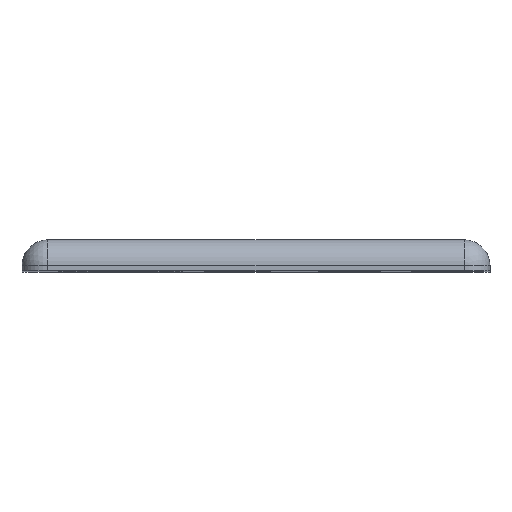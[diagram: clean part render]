
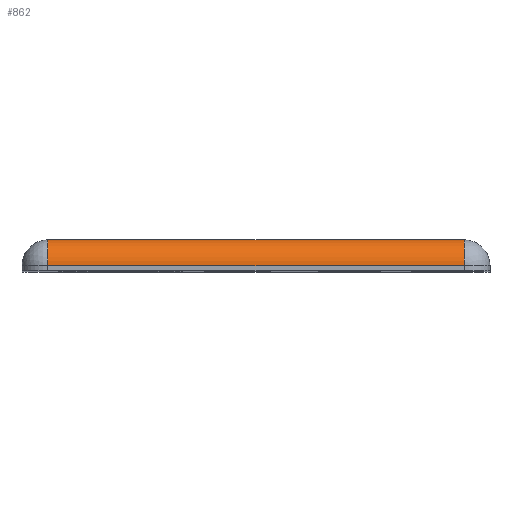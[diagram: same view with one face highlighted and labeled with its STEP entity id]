
A CAD part, top view. The second image highlights one B-rep face of the part: STEP entity #862.
In plain terms, the highlighted cylindrical face has radius 2.5 mm (diameter 5 mm), a partial arc.
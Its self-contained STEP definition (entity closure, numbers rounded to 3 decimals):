
#92=FACE_OUTER_BOUND('',#145,.T.);
#145=EDGE_LOOP('',(#718,#719,#720,#721));
#249=LINE('',#1363,#345);
#251=LINE('',#1373,#347);
#345=VECTOR('',#1102,10.);
#347=VECTOR('',#1112,10.);
#371=CIRCLE('',#928,2.5);
#372=CIRCLE('',#929,2.5);
#443=VERTEX_POINT('',#1360);
#444=VERTEX_POINT('',#1362);
#447=VERTEX_POINT('',#1370);
#448=VERTEX_POINT('',#1372);
#545=EDGE_CURVE('',#444,#443,#249,.T.);
#549=EDGE_CURVE('',#443,#447,#371,.T.);
#550=EDGE_CURVE('',#447,#448,#251,.T.);
#551=EDGE_CURVE('',#448,#444,#372,.T.);
#718=ORIENTED_EDGE('',*,*,#549,.T.);
#719=ORIENTED_EDGE('',*,*,#550,.T.);
#720=ORIENTED_EDGE('',*,*,#551,.T.);
#721=ORIENTED_EDGE('',*,*,#545,.T.);
#826=CYLINDRICAL_SURFACE('',#927,2.5);
#862=ADVANCED_FACE('',(#92),#826,.T.);
#927=AXIS2_PLACEMENT_3D('',#1369,#1108,#1109);
#928=AXIS2_PLACEMENT_3D('',#1371,#1110,#1111);
#929=AXIS2_PLACEMENT_3D('',#1374,#1113,#1114);
#1102=DIRECTION('',(-1.,0.,0.));
#1108=DIRECTION('center_axis',(1.,0.,0.));
#1109=DIRECTION('ref_axis',(0.,0.707,0.707));
#1110=DIRECTION('center_axis',(1.,0.,0.));
#1111=DIRECTION('ref_axis',(0.,1.,0.));
#1112=DIRECTION('',(1.,0.,0.));
#1113=DIRECTION('center_axis',(-1.,0.,0.));
#1114=DIRECTION('ref_axis',(0.,0.,1.));
#1360=CARTESIAN_POINT('',(54.878,3.,34.397));
#1362=CARTESIAN_POINT('',(95.122,3.,34.397));
#1363=CARTESIAN_POINT('',(63.689,3.,34.397));
#1369=CARTESIAN_POINT('Origin',(63.689,0.5,34.397));
#1370=CARTESIAN_POINT('',(54.878,0.5,36.897));
#1371=CARTESIAN_POINT('Origin',(54.878,0.5,34.397));
#1372=CARTESIAN_POINT('',(95.122,0.5,36.897));
#1373=CARTESIAN_POINT('',(63.689,0.5,36.897));
#1374=CARTESIAN_POINT('Origin',(95.122,0.5,34.397));
